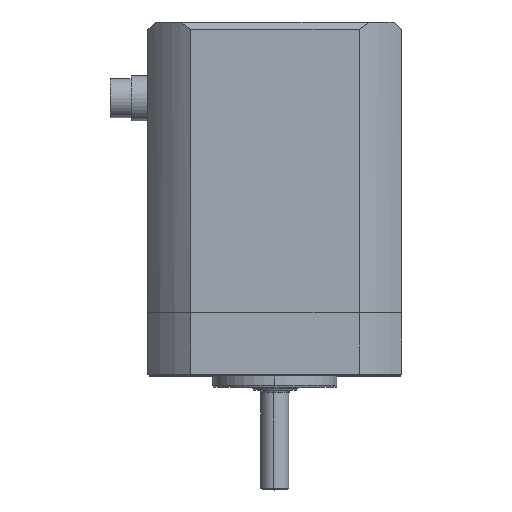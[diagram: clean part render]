
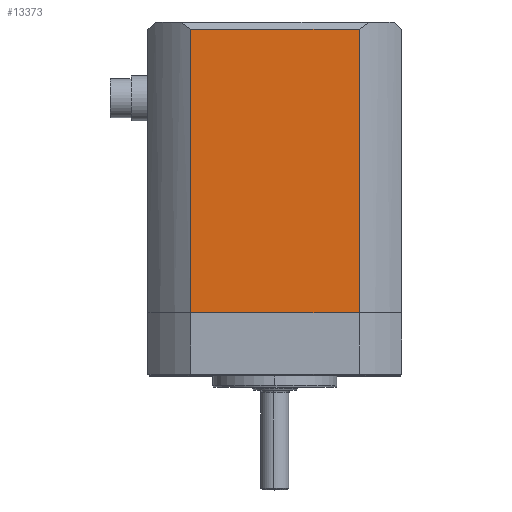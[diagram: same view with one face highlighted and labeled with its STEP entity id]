
A CAD part, top view. The second image highlights one B-rep face of the part: STEP entity #13373.
In plain terms, the highlighted face is planar.
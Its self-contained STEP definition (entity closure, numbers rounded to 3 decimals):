
#395 = VECTOR ( 'NONE', #12255, 1000. ) ;
#613 = ORIENTED_EDGE ( 'NONE', *, *, #12450, .T. ) ;
#666 = EDGE_CURVE ( 'NONE', #4298, #10630, #8572, .T. ) ;
#823 = EDGE_CURVE ( 'NONE', #10630, #3928, #9478, .T. ) ;
#1698 = LINE ( 'NONE', #8808, #395 ) ;
#1807 = CARTESIAN_POINT ( 'NONE',  ( 14.925, 1.3, -22.5 ) ) ;
#2379 = CARTESIAN_POINT ( 'NONE',  ( 14.925, 51.5, -22.5 ) ) ;
#3306 = ORIENTED_EDGE ( 'NONE', *, *, #11236, .F. ) ;
#3626 = CARTESIAN_POINT ( 'NONE',  ( -14.925, 51.5, -22.5 ) ) ;
#3928 = VERTEX_POINT ( 'NONE', #10608 ) ;
#4298 = VERTEX_POINT ( 'NONE', #1807 ) ;
#4515 = FACE_OUTER_BOUND ( 'NONE', #6983, .T. ) ;
#4812 = LINE ( 'NONE', #5890, #10579 ) ;
#5856 = CARTESIAN_POINT ( 'NONE',  ( -14.925, 1.3, -22.5 ) ) ;
#5890 = CARTESIAN_POINT ( 'NONE',  ( -22.5, 51.5, -22.5 ) ) ;
#6105 = VECTOR ( 'NONE', #13892, 1000. ) ;
#6983 = EDGE_LOOP ( 'NONE', ( #613, #11475, #8994, #3306 ) ) ;
#8572 = LINE ( 'NONE', #12722, #6105 ) ;
#8808 = CARTESIAN_POINT ( 'NONE',  ( 14.925, 51.5, -22.5 ) ) ;
#8994 = ORIENTED_EDGE ( 'NONE', *, *, #823, .T. ) ;
#9478 = LINE ( 'NONE', #3626, #14729 ) ;
#9987 = AXIS2_PLACEMENT_3D ( 'NONE', #15009, #10121, #14784 ) ;
#10057 = PLANE ( 'NONE',  #9987 ) ;
#10121 = DIRECTION ( 'NONE',  ( 0., 0., 1. ) ) ;
#10579 = VECTOR ( 'NONE', #14228, 1000. ) ;
#10608 = CARTESIAN_POINT ( 'NONE',  ( -14.925, 51.5, -22.5 ) ) ;
#10630 = VERTEX_POINT ( 'NONE', #5856 ) ;
#11236 = EDGE_CURVE ( 'NONE', #12761, #3928, #4812, .T. ) ;
#11475 = ORIENTED_EDGE ( 'NONE', *, *, #666, .T. ) ;
#11635 = DIRECTION ( 'NONE',  ( 0., 1., 0. ) ) ;
#12255 = DIRECTION ( 'NONE',  ( 0., -1., 0. ) ) ;
#12450 = EDGE_CURVE ( 'NONE', #12761, #4298, #1698, .T. ) ;
#12722 = CARTESIAN_POINT ( 'NONE',  ( -22.5, 1.3, -22.5 ) ) ;
#12761 = VERTEX_POINT ( 'NONE', #2379 ) ;
#13373 = ADVANCED_FACE ( 'NONE', ( #4515 ), #10057, .F. ) ;
#13892 = DIRECTION ( 'NONE',  ( -1., 0., 0. ) ) ;
#14228 = DIRECTION ( 'NONE',  ( -1., 0., 0. ) ) ;
#14729 = VECTOR ( 'NONE', #11635, 1000. ) ;
#14784 = DIRECTION ( 'NONE',  ( 1., 0., 0. ) ) ;
#15009 = CARTESIAN_POINT ( 'NONE',  ( -22.5, 51.5, -22.5 ) ) ;
